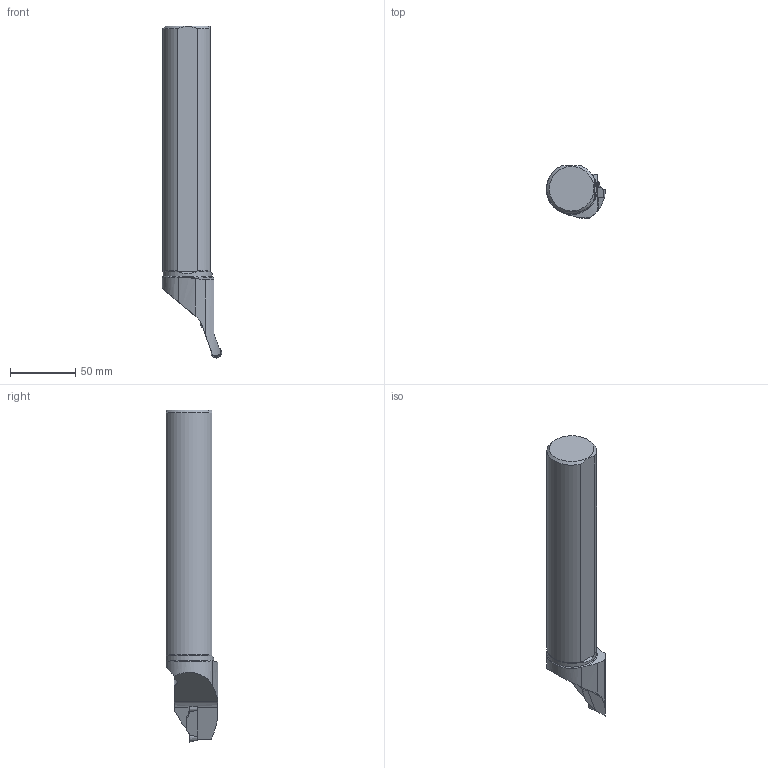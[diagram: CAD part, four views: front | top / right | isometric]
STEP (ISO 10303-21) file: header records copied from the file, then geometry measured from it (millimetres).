
FILE_DESCRIPTION(/* description */ (''),/* implementation_level */ '2;1');
FILE_NAME(/* name */ 'TOOLASSEMBLY_1.STP',/* time_stamp */ '2024-03-28T11:19:15+01:00',/* author */ (''),/* organization */ ('SMS'),/* preprocessor_version */ 'ST-DEVELOPER v16.7',/* originating_system */ 'SIEMENS PLM Software NX 12.0',/* authorisation */ '');
FILE_SCHEMA (('AUTOMOTIVE_DESIGN { 1 0 10303 214 3 1 1 1 }'));
Length unit declared in the file: millimetre
Products named in the file (4): ASSEMBLY_CONSTRUCTION; CUT_20240328111817; NOCUT_20240328111736; TOOLASSEMBLY_1
Assembly tree (3 placements, depth 2):
  TOOLASSEMBLY_1
    NOCUT_20240328111736
    CUT_20240328111817
    ASSEMBLY_CONSTRUCTION
Bounding box: 45.3 x 39.45 x 254 mm (x, y, z)
Volume: 243168 mm3; surface area: 30854.3 mm2
Topology: 2 solids, 2 shells, 82 faces, 237 edges, 165 vertices
Faces by surface type: plane 42, cylinder 16, bspline 16, cone 4, torus 4
Entity records: 4401 total; most frequent: CARTESIAN_POINT 2237, ORIENTED_EDGE 466, DIRECTION 352, EDGE_CURVE 233, VERTEX_POINT 156, AXIS2_PLACEMENT_3D 119, LINE 114, VECTOR 114
